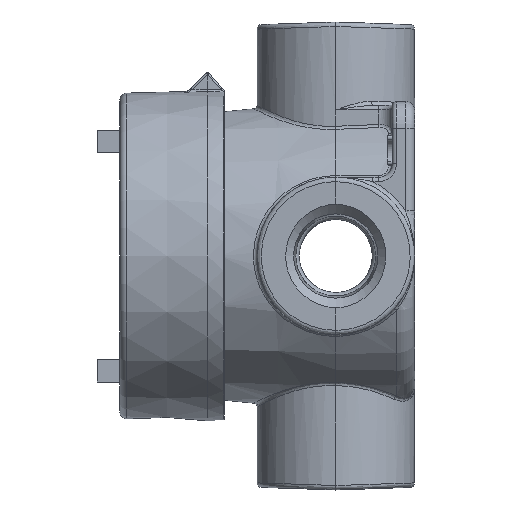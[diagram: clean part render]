
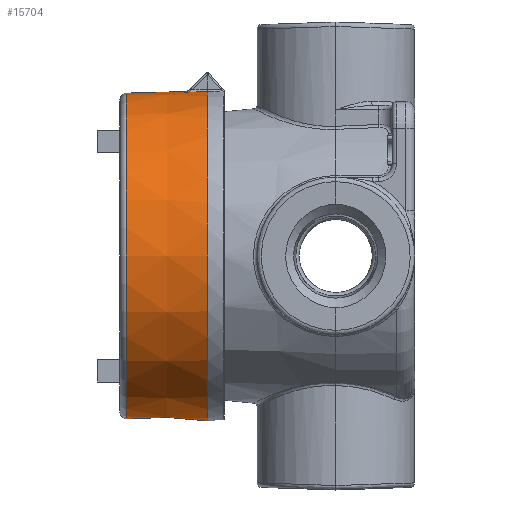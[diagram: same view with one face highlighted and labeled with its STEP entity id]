
A CAD part, left-side view. The second image highlights one B-rep face of the part: STEP entity #15704.
In plain terms, the highlighted conical face has half-angle 1.5 degrees and reference radius 58.214 mm.
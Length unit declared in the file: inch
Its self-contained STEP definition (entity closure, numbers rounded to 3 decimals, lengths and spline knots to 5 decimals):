
#618=CONICAL_SURFACE('',#16760,2.29188,0.026);
#1463=B_SPLINE_CURVE_WITH_KNOTS('',3,(#59932,#59933,#59934,#59935,#59936,
#59937,#59938,#59939,#59940,#59941),.UNSPECIFIED.,.F.,.F.,(4,2,2,2,4),(0.,
0.25,0.5,0.75,1.),.UNSPECIFIED.);
#1464=B_SPLINE_CURVE_WITH_KNOTS('',3,(#59943,#59944,#59945,#59946),
 .UNSPECIFIED.,.F.,.F.,(4,4),(0.,1.),.UNSPECIFIED.);
#1465=B_SPLINE_CURVE_WITH_KNOTS('',3,(#59954,#59955,#59956,#59957),
 .UNSPECIFIED.,.F.,.F.,(4,4),(0.,1.),.UNSPECIFIED.);
#2743=LINE('',#59950,#4039);
#4039=VECTOR('',#19984,2.29188);
#5012=FACE_OUTER_BOUND('',#5959,.T.);
#5959=EDGE_LOOP('',(#14543,#14544,#14545,#14546,#14547,#14548,#14549,#14550));
#6334=CIRCLE('',#16761,2.29188);
#6335=CIRCLE('',#16762,2.26235);
#6336=CIRCLE('',#16763,2.29188);
#7781=VERTEX_POINT('',#59930);
#7782=VERTEX_POINT('',#59931);
#7783=VERTEX_POINT('',#59942);
#7784=VERTEX_POINT('',#59947);
#7785=VERTEX_POINT('',#59949);
#7786=VERTEX_POINT('',#59952);
#10047=EDGE_CURVE('',#7781,#7782,#1463,.T.);
#10048=EDGE_CURVE('',#7782,#7783,#1464,.T.);
#10049=EDGE_CURVE('',#7783,#7784,#6334,.F.);
#10050=EDGE_CURVE('',#7784,#7785,#2743,.T.);
#10051=EDGE_CURVE('',#7785,#7785,#6335,.T.);
#10052=EDGE_CURVE('',#7784,#7786,#6336,.F.);
#10053=EDGE_CURVE('',#7786,#7781,#1465,.T.);
#14543=ORIENTED_EDGE('',*,*,#10047,.T.);
#14544=ORIENTED_EDGE('',*,*,#10048,.T.);
#14545=ORIENTED_EDGE('',*,*,#10049,.T.);
#14546=ORIENTED_EDGE('',*,*,#10050,.T.);
#14547=ORIENTED_EDGE('',*,*,#10051,.T.);
#14548=ORIENTED_EDGE('',*,*,#10050,.F.);
#14549=ORIENTED_EDGE('',*,*,#10052,.T.);
#14550=ORIENTED_EDGE('',*,*,#10053,.T.);
#15704=ADVANCED_FACE('',(#5012),#618,.T.);
#16760=AXIS2_PLACEMENT_3D('',#59929,#19980,#19981);
#16761=AXIS2_PLACEMENT_3D('',#59948,#19982,#19983);
#16762=AXIS2_PLACEMENT_3D('',#59951,#19985,#19986);
#16763=AXIS2_PLACEMENT_3D('',#59953,#19987,#19988);
#19980=DIRECTION('center_axis',(0.,0.,-1.));
#19981=DIRECTION('ref_axis',(1.,0.,0.));
#19982=DIRECTION('center_axis',(0.,0.,-1.));
#19983=DIRECTION('ref_axis',(0.094,-0.996,0.));
#19984=DIRECTION('',(0.026,0.,1.));
#19985=DIRECTION('center_axis',(0.,0.,-1.));
#19986=DIRECTION('ref_axis',(-1.,0.,0.));
#19987=DIRECTION('center_axis',(0.,0.,-1.));
#19988=DIRECTION('ref_axis',(0.094,-0.996,0.));
#59929=CARTESIAN_POINT('Origin',(0.,0.,0.25));
#59930=CARTESIAN_POINT('',(-0.20732,-2.27386,0.57789));
#59931=CARTESIAN_POINT('',(0.20732,-2.27386,0.57789));
#59932=CARTESIAN_POINT('Ctrl Pts',(-0.20732,-2.27386,
0.57789));
#59933=CARTESIAN_POINT('Ctrl Pts',(-0.17295,-2.27708,
0.57453));
#59934=CARTESIAN_POINT('Ctrl Pts',(-0.13826,-2.27952,
0.57199));
#59935=CARTESIAN_POINT('Ctrl Pts',(-0.06895,-2.28275,
0.56862));
#59936=CARTESIAN_POINT('Ctrl Pts',(-0.03423,-2.28356,
0.56778));
#59937=CARTESIAN_POINT('Ctrl Pts',(0.03531,-2.28355,
0.56779));
#59938=CARTESIAN_POINT('Ctrl Pts',(0.07008,-2.28272,
0.56866));
#59939=CARTESIAN_POINT('Ctrl Pts',(0.13902,-2.27947,
0.57204));
#59940=CARTESIAN_POINT('Ctrl Pts',(0.17327,-2.27705,
0.57457));
#59941=CARTESIAN_POINT('Ctrl Pts',(0.20732,-2.27386,
0.57789));
#59942=CARTESIAN_POINT('',(0.2158,-2.28169,0.25));
#59943=CARTESIAN_POINT('Ctrl Pts',(0.20732,-2.27386,
0.57789));
#59944=CARTESIAN_POINT('Ctrl Pts',(0.21014,-2.27647,
0.4686));
#59945=CARTESIAN_POINT('Ctrl Pts',(0.21297,-2.27909,
0.3593));
#59946=CARTESIAN_POINT('Ctrl Pts',(0.2158,-2.28169,
0.25));
#59947=CARTESIAN_POINT('',(-2.29188,0.,0.25));
#59948=CARTESIAN_POINT('Origin',(0.,0.,
0.25));
#59949=CARTESIAN_POINT('',(-2.26235,0.,1.37745));
#59950=CARTESIAN_POINT('',(-2.29188,0.,0.25));
#59951=CARTESIAN_POINT('Origin',(0.,0.,1.37745));
#59952=CARTESIAN_POINT('',(-0.2158,-2.28169,0.25));
#59953=CARTESIAN_POINT('Origin',(0.,0.,
0.25));
#59954=CARTESIAN_POINT('Ctrl Pts',(-0.2158,-2.28169,
0.25));
#59955=CARTESIAN_POINT('Ctrl Pts',(-0.21297,-2.27909,
0.3593));
#59956=CARTESIAN_POINT('Ctrl Pts',(-0.21014,-2.27647,
0.4686));
#59957=CARTESIAN_POINT('Ctrl Pts',(-0.20732,-2.27386,
0.57789));
